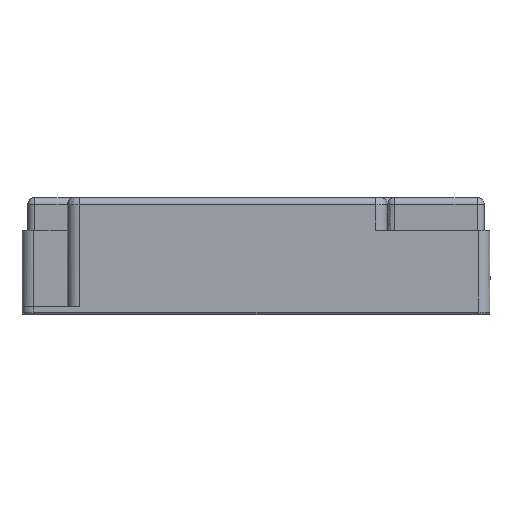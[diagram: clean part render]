
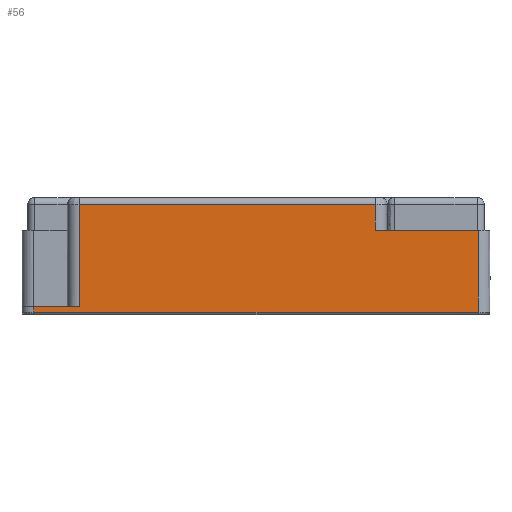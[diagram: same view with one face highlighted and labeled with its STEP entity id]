
A CAD part, front view. The second image highlights one B-rep face of the part: STEP entity #56.
In plain terms, the highlighted planar face has unit normal (0, -1, 0).
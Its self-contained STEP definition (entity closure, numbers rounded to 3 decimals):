
#56=ADVANCED_FACE('',(#265),#3320,.T.);
#265=FACE_OUTER_BOUND('',#474,.T.);
#474=EDGE_LOOP('',(#794,#795,#796,#797,#798,#799,#800,#801));
#794=ORIENTED_EDGE('',*,*,#1856,.F.);
#795=ORIENTED_EDGE('',*,*,#1853,.F.);
#796=ORIENTED_EDGE('',*,*,#1857,.T.);
#797=ORIENTED_EDGE('',*,*,#1858,.T.);
#798=ORIENTED_EDGE('',*,*,#1859,.T.);
#799=ORIENTED_EDGE('',*,*,#1860,.T.);
#800=ORIENTED_EDGE('',*,*,#1861,.T.);
#801=ORIENTED_EDGE('',*,*,#1792,.F.);
#1792=EDGE_CURVE('',#2893,#2895,#2478,.T.);
#1853=EDGE_CURVE('',#2944,#2945,#2517,.T.);
#1856=EDGE_CURVE('',#2945,#2893,#2519,.T.);
#1857=EDGE_CURVE('',#2944,#2947,#2520,.T.);
#1858=EDGE_CURVE('',#2947,#2948,#2521,.T.);
#1859=EDGE_CURVE('',#2948,#2949,#2522,.T.);
#1860=EDGE_CURVE('',#2949,#2950,#2523,.T.);
#1861=EDGE_CURVE('',#2950,#2895,#2524,.T.);
#2478=B_SPLINE_CURVE_WITH_KNOTS('',1,(#5473,#5474),.UNSPECIFIED.,.F.,.F.,
(2,2),(0.,95.),.UNSPECIFIED.);
#2517=B_SPLINE_CURVE_WITH_KNOTS('',1,(#5637,#5638),.UNSPECIFIED.,.F.,.F.,
(2,2),(0.,22.),.UNSPECIFIED.);
#2519=B_SPLINE_CURVE_WITH_KNOTS('',1,(#5644,#5645),.UNSPECIFIED.,.F.,.F.,
(2,2),(0.,17.5),.UNSPECIFIED.);
#2520=B_SPLINE_CURVE_WITH_KNOTS('',1,(#5646,#5647),.UNSPECIFIED.,.F.,.F.,
(2,2),(0.,5.5),.UNSPECIFIED.);
#2521=B_SPLINE_CURVE_WITH_KNOTS('',1,(#5648,#5649),.UNSPECIFIED.,.F.,.F.,
(2,2),(0.,63.3),.UNSPECIFIED.);
#2522=B_SPLINE_CURVE_WITH_KNOTS('',1,(#5650,#5651),.UNSPECIFIED.,.F.,.F.,
(2,2),(0.,21.8),.UNSPECIFIED.);
#2523=B_SPLINE_CURVE_WITH_KNOTS('',1,(#5652,#5653),.UNSPECIFIED.,.F.,.F.,
(2,2),(0.,9.7),.UNSPECIFIED.);
#2524=B_SPLINE_CURVE_WITH_KNOTS('',1,(#5654,#5655),.UNSPECIFIED.,.F.,.F.,
(2,2),(0.,1.2),.UNSPECIFIED.);
#2893=VERTEX_POINT('',#5189);
#2895=VERTEX_POINT('',#5191);
#2944=VERTEX_POINT('',#5240);
#2945=VERTEX_POINT('',#5241);
#2947=VERTEX_POINT('',#5243);
#2948=VERTEX_POINT('',#5244);
#2949=VERTEX_POINT('',#5245);
#2950=VERTEX_POINT('',#5246);
#3320=PLANE('',#3463);
#3463=AXIS2_PLACEMENT_3D('',#4291,#3589,$);
#3589=DIRECTION('',(0.,-1.,0.));
#4291=CARTESIAN_POINT('',(-57.044,0.,26.144));
#5189=CARTESIAN_POINT('',(47.5,0.,0.8));
#5191=CARTESIAN_POINT('',(-47.5,0.,0.8));
#5240=CARTESIAN_POINT('',(25.5,0.,18.3));
#5241=CARTESIAN_POINT('',(47.5,0.,18.3));
#5243=CARTESIAN_POINT('',(25.5,0.,23.8));
#5244=CARTESIAN_POINT('',(-37.8,0.,23.8));
#5245=CARTESIAN_POINT('',(-37.8,0.,2.));
#5246=CARTESIAN_POINT('',(-47.5,0.,2.));
#5473=CARTESIAN_POINT('',(47.5,0.,0.8));
#5474=CARTESIAN_POINT('',(-47.5,0.,0.8));
#5637=CARTESIAN_POINT('',(25.5,0.,18.3));
#5638=CARTESIAN_POINT('',(47.5,0.,18.3));
#5644=CARTESIAN_POINT('',(47.5,0.,18.3));
#5645=CARTESIAN_POINT('',(47.5,0.,0.8));
#5646=CARTESIAN_POINT('',(25.5,0.,18.3));
#5647=CARTESIAN_POINT('',(25.5,0.,23.8));
#5648=CARTESIAN_POINT('',(25.5,0.,23.8));
#5649=CARTESIAN_POINT('',(-37.8,0.,23.8));
#5650=CARTESIAN_POINT('',(-37.8,0.,23.8));
#5651=CARTESIAN_POINT('',(-37.8,0.,2.));
#5652=CARTESIAN_POINT('',(-37.8,0.,2.));
#5653=CARTESIAN_POINT('',(-47.5,0.,2.));
#5654=CARTESIAN_POINT('',(-47.5,0.,2.));
#5655=CARTESIAN_POINT('',(-47.5,0.,0.8));
